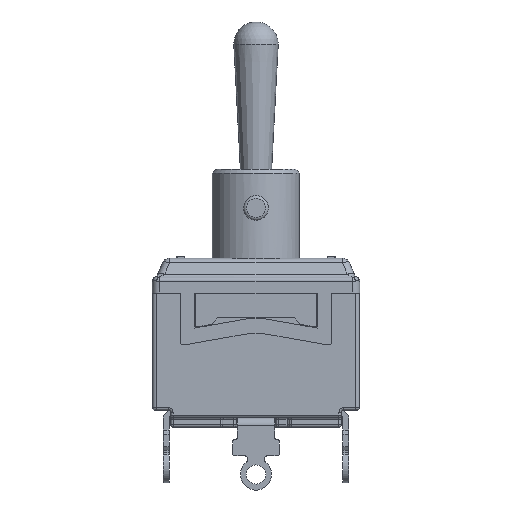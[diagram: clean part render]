
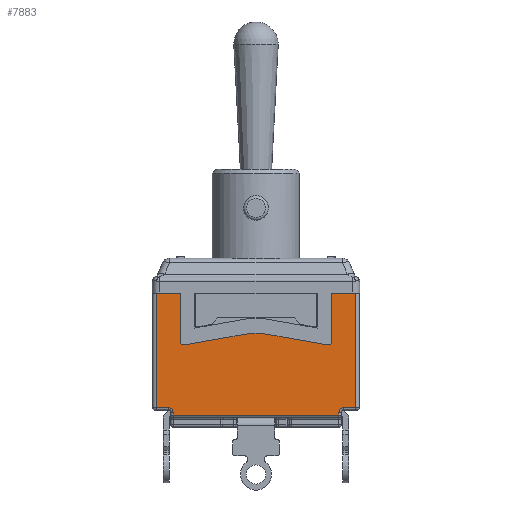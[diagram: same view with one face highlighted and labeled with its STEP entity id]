
A CAD part, front view. The second image highlights one B-rep face of the part: STEP entity #7883.
In plain terms, the highlighted planar face has unit normal (0, -1, 0).
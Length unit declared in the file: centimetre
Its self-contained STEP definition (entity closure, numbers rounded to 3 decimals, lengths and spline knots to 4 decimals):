
#614=LINE('',#13249,#1241);
#623=LINE('',#13325,#1250);
#627=LINE('',#13368,#1254);
#640=LINE('',#13389,#1267);
#669=LINE('',#13435,#1296);
#716=LINE('',#13540,#1343);
#756=LINE('',#14191,#1383);
#816=LINE('',#14496,#1443);
#817=LINE('',#14498,#1444);
#818=LINE('',#14502,#1445);
#819=LINE('',#14505,#1446);
#820=LINE('',#14507,#1447);
#821=LINE('',#14510,#1448);
#822=LINE('',#14511,#1449);
#1241=VECTOR('',#10187,1.);
#1250=VECTOR('',#10280,1.);
#1254=VECTOR('',#10312,1.);
#1267=VECTOR('',#10341,1.);
#1296=VECTOR('',#10402,1.);
#1343=VECTOR('',#10515,1.);
#1383=VECTOR('',#10733,1.);
#1443=VECTOR('',#10895,1.);
#1444=VECTOR('',#10896,1.);
#1445=VECTOR('',#10899,1.);
#1446=VECTOR('',#10902,1.);
#1447=VECTOR('',#10903,1.);
#1448=VECTOR('',#10906,1.);
#1449=VECTOR('',#10907,1.);
#2117=FACE_OUTER_BOUND('',#2610,.T.);
#2610=EDGE_LOOP('',(#7009,#7010,#7011,#7012,#7013,#7014,#7015,#7016,#7017,
#7018,#7019,#7020,#7021,#7022,#7023,#7024,#7025,#7026,#7027,#7028));
#2934=CIRCLE('',#8435,0.06);
#2996=CIRCLE('',#8524,0.06);
#3076=CIRCLE('',#8736,0.05);
#3077=CIRCLE('',#8738,0.05);
#3078=CIRCLE('',#8739,0.05);
#3079=CIRCLE('',#8740,0.05);
#3548=VERTEX_POINT('',#13157);
#3549=VERTEX_POINT('',#13159);
#3581=VERTEX_POINT('',#13244);
#3598=VERTEX_POINT('',#13303);
#3605=VERTEX_POINT('',#13319);
#3606=VERTEX_POINT('',#13321);
#3613=VERTEX_POINT('',#13364);
#3614=VERTEX_POINT('',#13433);
#3621=VERTEX_POINT('',#13538);
#3695=VERTEX_POINT('',#14188);
#3696=VERTEX_POINT('',#14190);
#3751=VERTEX_POINT('',#14489);
#3752=VERTEX_POINT('',#14490);
#3753=VERTEX_POINT('',#14495);
#3754=VERTEX_POINT('',#14497);
#3755=VERTEX_POINT('',#14499);
#3756=VERTEX_POINT('',#14501);
#3757=VERTEX_POINT('',#14503);
#3758=VERTEX_POINT('',#14506);
#3759=VERTEX_POINT('',#14508);
#4473=EDGE_CURVE('',#3548,#3549,#2934,.T.);
#4516=EDGE_CURVE('',#3549,#3581,#614,.T.);
#4551=EDGE_CURVE('',#3605,#3606,#2996,.T.);
#4553=EDGE_CURVE('',#3598,#3605,#623,.T.);
#4567=EDGE_CURVE('',#3606,#3613,#627,.T.);
#4580=EDGE_CURVE('',#3581,#3598,#640,.T.);
#4610=EDGE_CURVE('',#3614,#3548,#669,.T.);
#4664=EDGE_CURVE('',#3621,#3614,#716,.T.);
#4776=EDGE_CURVE('',#3696,#3695,#756,.T.);
#4863=EDGE_CURVE('',#3751,#3752,#3076,.T.);
#4866=EDGE_CURVE('',#3621,#3753,#816,.T.);
#4867=EDGE_CURVE('',#3753,#3754,#817,.T.);
#4868=EDGE_CURVE('',#3755,#3754,#3077,.F.);
#4869=EDGE_CURVE('',#3755,#3756,#818,.T.);
#4870=EDGE_CURVE('',#3756,#3757,#3078,.T.);
#4871=EDGE_CURVE('',#3757,#3751,#819,.T.);
#4872=EDGE_CURVE('',#3752,#3758,#820,.T.);
#4873=EDGE_CURVE('',#3759,#3758,#3079,.F.);
#4874=EDGE_CURVE('',#3759,#3696,#821,.T.);
#4875=EDGE_CURVE('',#3613,#3695,#822,.T.);
#7009=ORIENTED_EDGE('',*,*,#4610,.F.);
#7010=ORIENTED_EDGE('',*,*,#4664,.F.);
#7011=ORIENTED_EDGE('',*,*,#4866,.T.);
#7012=ORIENTED_EDGE('',*,*,#4867,.T.);
#7013=ORIENTED_EDGE('',*,*,#4868,.F.);
#7014=ORIENTED_EDGE('',*,*,#4869,.T.);
#7015=ORIENTED_EDGE('',*,*,#4870,.T.);
#7016=ORIENTED_EDGE('',*,*,#4871,.T.);
#7017=ORIENTED_EDGE('',*,*,#4863,.T.);
#7018=ORIENTED_EDGE('',*,*,#4872,.T.);
#7019=ORIENTED_EDGE('',*,*,#4873,.F.);
#7020=ORIENTED_EDGE('',*,*,#4874,.T.);
#7021=ORIENTED_EDGE('',*,*,#4776,.T.);
#7022=ORIENTED_EDGE('',*,*,#4875,.F.);
#7023=ORIENTED_EDGE('',*,*,#4567,.F.);
#7024=ORIENTED_EDGE('',*,*,#4551,.F.);
#7025=ORIENTED_EDGE('',*,*,#4553,.F.);
#7026=ORIENTED_EDGE('',*,*,#4580,.F.);
#7027=ORIENTED_EDGE('',*,*,#4516,.F.);
#7028=ORIENTED_EDGE('',*,*,#4473,.F.);
#7424=PLANE('',#8737);
#7883=ADVANCED_FACE('',(#2117),#7424,.T.);
#8435=AXIS2_PLACEMENT_3D('',#13160,#10080,#10081);
#8524=AXIS2_PLACEMENT_3D('',#13322,#10274,#10275);
#8736=AXIS2_PLACEMENT_3D('',#14491,#10889,#10890);
#8737=AXIS2_PLACEMENT_3D('',#14494,#10893,#10894);
#8738=AXIS2_PLACEMENT_3D('',#14500,#10897,#10898);
#8739=AXIS2_PLACEMENT_3D('',#14504,#10900,#10901);
#8740=AXIS2_PLACEMENT_3D('',#14509,#10904,#10905);
#10080=DIRECTION('center_axis',(0.,-1.,0.));
#10081=DIRECTION('ref_axis',(-0.707,0.,0.707));
#10187=DIRECTION('',(0.,0.,-1.));
#10274=DIRECTION('center_axis',(0.,-1.,0.));
#10275=DIRECTION('ref_axis',(0.707,0.,0.707));
#10280=DIRECTION('',(0.,0.,1.));
#10312=DIRECTION('',(-1.,0.,0.));
#10341=DIRECTION('',(-1.,0.,0.));
#10402=DIRECTION('',(-1.,0.,0.));
#10515=DIRECTION('',(0.,0.,-1.));
#10733=DIRECTION('',(-1.,0.,0.));
#10889=DIRECTION('center_axis',(0.,-1.,0.));
#10890=DIRECTION('ref_axis',(-0.087,0.,0.996));
#10893=DIRECTION('center_axis',(0.,-1.,0.));
#10894=DIRECTION('ref_axis',(0.,0.,-1.));
#10895=DIRECTION('',(-1.,0.,0.));
#10896=DIRECTION('',(0.,0.,-1.));
#10897=DIRECTION('center_axis',(0.,1.,0.));
#10898=DIRECTION('ref_axis',(0.643,0.,-0.766));
#10899=DIRECTION('',(-0.985,0.,0.174));
#10900=DIRECTION('center_axis',(0.,-1.,0.));
#10901=DIRECTION('ref_axis',(0.087,0.,0.996));
#10902=DIRECTION('',(-1.,0.,0.));
#10903=DIRECTION('',(-0.985,0.,-0.174));
#10904=DIRECTION('center_axis',(0.,1.,0.));
#10905=DIRECTION('ref_axis',(-0.643,0.,-0.766));
#10906=DIRECTION('',(0.,0.,1.));
#10907=DIRECTION('',(0.,0.,1.));
#13157=CARTESIAN_POINT('',(1.18,-0.655,-1.55));
#13159=CARTESIAN_POINT('',(1.12,-0.655,-1.61));
#13160=CARTESIAN_POINT('Origin',(1.18,-0.655,-1.61));
#13244=CARTESIAN_POINT('',(1.12,-0.655,-1.65));
#13249=CARTESIAN_POINT('',(1.12,-0.655,-0.79));
#13303=CARTESIAN_POINT('',(-1.12,-0.655,-1.65));
#13319=CARTESIAN_POINT('',(-1.12,-0.655,-1.61));
#13321=CARTESIAN_POINT('',(-1.18,-0.655,-1.55));
#13322=CARTESIAN_POINT('Origin',(-1.18,-0.655,-1.61));
#13325=CARTESIAN_POINT('',(-1.12,-0.655,-0.79));
#13364=CARTESIAN_POINT('',(-1.3475,-0.655,-1.55));
#13368=CARTESIAN_POINT('',(-0.6988,-0.655,-1.55));
#13389=CARTESIAN_POINT('',(-0.6988,-0.655,-1.65));
#13433=CARTESIAN_POINT('',(1.3475,-0.655,-1.55));
#13435=CARTESIAN_POINT('',(-0.6988,-0.655,-1.55));
#13538=CARTESIAN_POINT('',(1.3475,-0.655,0.));
#13540=CARTESIAN_POINT('',(1.3475,-0.655,0.));
#14188=CARTESIAN_POINT('',(-1.3475,-0.655,0.));
#14190=CARTESIAN_POINT('',(-1.025,-0.655,0.));
#14191=CARTESIAN_POINT('',(1.3975,-0.655,0.));
#14489=CARTESIAN_POINT('',(-0.0833,-0.655,-0.545));
#14490=CARTESIAN_POINT('',(-0.092,-0.655,-0.5458));
#14491=CARTESIAN_POINT('Origin',(-0.0833,-0.655,-0.595));
#14494=CARTESIAN_POINT('Origin',(-1.3975,-0.655,0.));
#14495=CARTESIAN_POINT('',(1.025,-0.655,0.));
#14496=CARTESIAN_POINT('',(1.3975,-0.655,0.));
#14497=CARTESIAN_POINT('',(1.025,-0.655,-0.6507));
#14498=CARTESIAN_POINT('',(1.025,-0.655,-0.3551));
#14499=CARTESIAN_POINT('',(0.9663,-0.655,-0.6999));
#14500=CARTESIAN_POINT('Origin',(0.975,-0.655,-0.6507));
#14501=CARTESIAN_POINT('',(0.092,-0.655,-0.5458));
#14502=CARTESIAN_POINT('',(-0.6791,-0.655,-0.4098));
#14503=CARTESIAN_POINT('',(0.0833,-0.655,-0.545));
#14504=CARTESIAN_POINT('Origin',(0.0833,-0.655,-0.595));
#14505=CARTESIAN_POINT('',(-0.7426,-0.655,-0.545));
#14506=CARTESIAN_POINT('',(-0.9663,-0.655,-0.6999));
#14507=CARTESIAN_POINT('',(-1.1449,-0.655,-0.7314));
#14508=CARTESIAN_POINT('',(-1.025,-0.655,-0.6507));
#14509=CARTESIAN_POINT('Origin',(-0.975,-0.655,-0.6507));
#14510=CARTESIAN_POINT('',(-1.025,-0.655,0.));
#14511=CARTESIAN_POINT('',(-1.3475,-0.655,0.));
